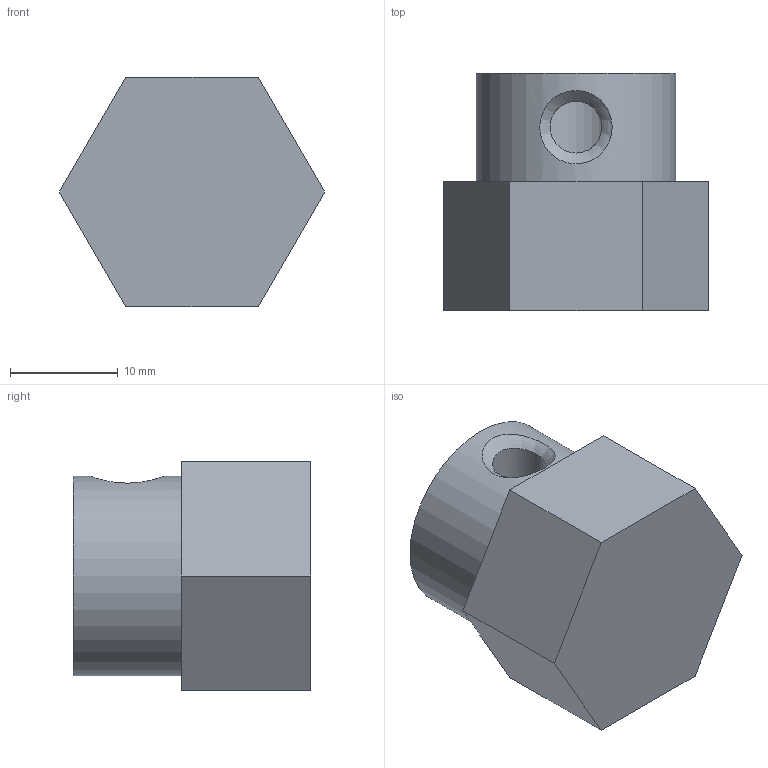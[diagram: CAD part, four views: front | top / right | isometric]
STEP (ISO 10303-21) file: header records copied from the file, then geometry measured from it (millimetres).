
FILE_DESCRIPTION(/* description */ (''),/* implementation_level */ '2;1');
FILE_NAME(/* name */ 'weight v4.step',/* time_stamp */ '2021-11-28T17:30:54+01:00',/* author */ (''),/* organization */ (''),/* preprocessor_version */ 'ST-DEVELOPER v18.1',/* originating_system */ 'Autodesk Translation Framework v10.10.0.1391',/* authorisation */ '');
FILE_SCHEMA (('AUTOMOTIVE_DESIGN { 1 0 10303 214 3 1 1 }'));
Length unit declared in the file: millimetre
Products named in the file (1): weight
Bounding box: 24.62 x 22 x 21.32 mm (x, y, z)
Volume: 4665.4 mm3; surface area: 3553 mm2
Topology: 1 solids, 2 shells, 22 faces, 48 edges, 32 vertices
Faces by surface type: plane 18, cylinder 3, bspline 1
Full cylindrical faces by diameter (mm): 4.8 x1, 8.5 x1, 18.5 x1
Entity records: 761 total; most frequent: CARTESIAN_POINT 244, ORIENTED_EDGE 96, DIRECTION 92, EDGE_CURVE 48, LINE 40, VECTOR 40, VERTEX_POINT 32, EDGE_LOOP 26
